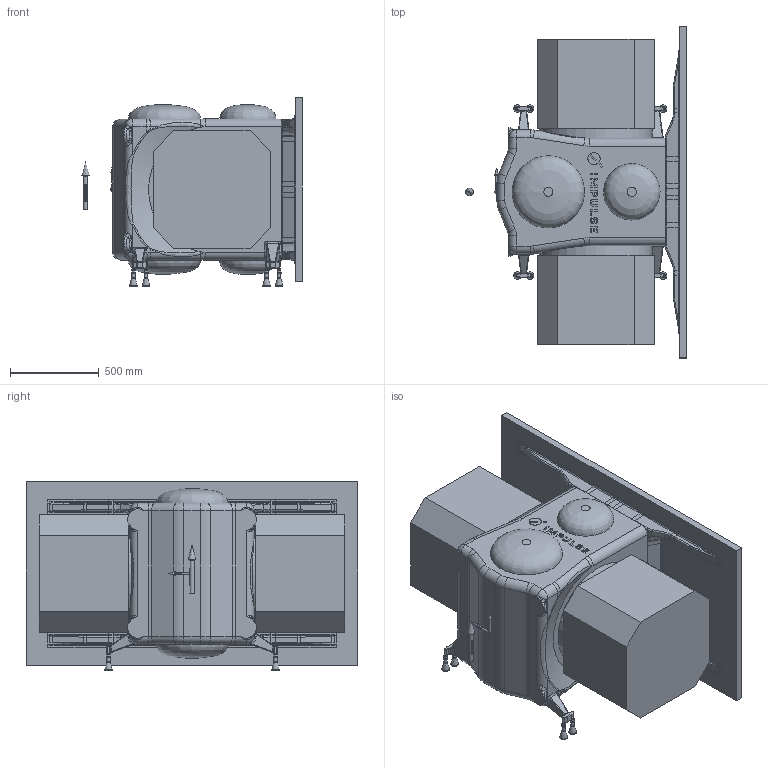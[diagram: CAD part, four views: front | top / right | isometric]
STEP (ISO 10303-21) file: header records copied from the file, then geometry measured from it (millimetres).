
FILE_DESCRIPTION(/* description */ (''),/* implementation_level */ '2;1');
FILE_NAME(/* name */ 'MPUG_01.stp',/* time_stamp */ '2024-01-04T11:01:33-08:00',/* author */ (''),/* organization */ (''),/* preprocessor_version */ 'ST-DEVELOPER v18.102',/* originating_system */ 'SIEMENS PLM Software NX 2027',/* authorisation */ '');
FILE_SCHEMA (('AUTOMOTIVE_DESIGN { 1 0 10303 214 3 1 1 1 }'));
Products named in the file (1): 01_objects
Bounding box: 1241.73 x 1866.9 x 1063.03 mm (x, y, z)
Volume: 733409444.8 mm3; surface area: 19218432.9 mm2
Topology: 10 solids, 12 shells, 2955 faces, 7558 edges, 4737 vertices
Faces by surface type: plane 1075, bspline 922, cylinder 470, cone 284, torus 138, extrusion 45, sphere 17, revolution 4
Full cylindrical faces by diameter (mm): 8.433 x120, 12.7 x9, 14.276 x8, 18.776 x8, 19.356 x8, 22.225 x2, 25.4 x1, 42.47 x8, 317.5 x1, 406.4 x1, 634.949 x2, 635 x2
Entity records: 120262 total; most frequent: CARTESIAN_POINT 55764, ORIENTED_EDGE 12738, DIRECTION 7675, EDGE_CURVE 6369, VERTEX_POINT 4317, B_SPLINE_CURVE_WITH_KNOTS 3955, EDGE_LOOP 3702, AXIS2_PLACEMENT_3D 3188
